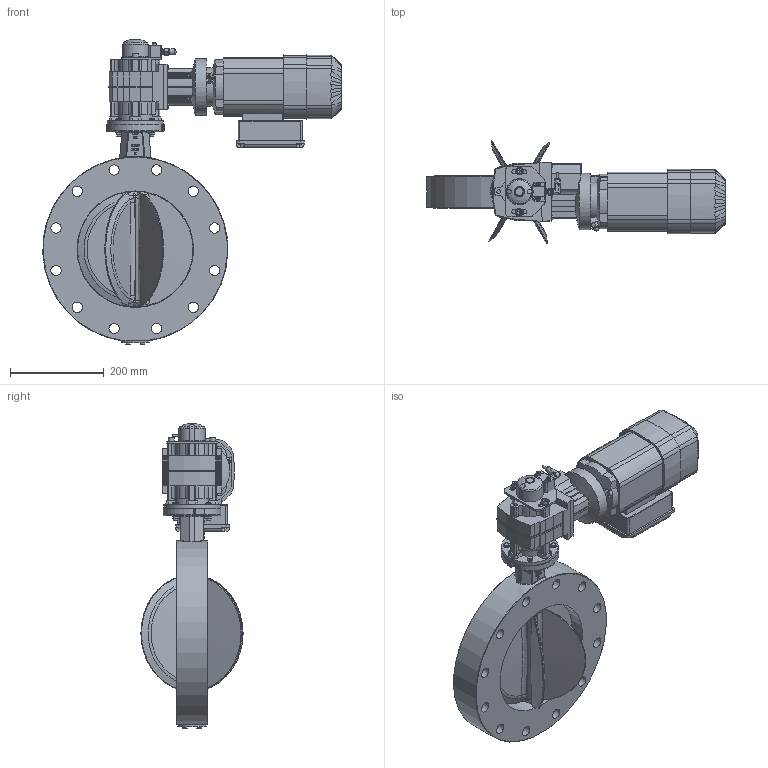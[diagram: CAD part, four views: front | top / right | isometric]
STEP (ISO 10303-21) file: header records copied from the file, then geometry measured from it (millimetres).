
FILE_DESCRIPTION((''),'2;1');
FILE_NAME('FS-M- DN250.stp','2012-12-11T09:12:00',('kreuh'),(''),'Autodesk Inventor 2011','Autodesk Inventor 2011','');
FILE_SCHEMA(('AUTOMOTIVE_DESIGN { 1 0 10303 214 1 1 1 1 }'));
Length unit declared in the file: millimetre
Products named in the file (1): Bauteil1
Bounding box: 636.27 x 217.98 x 650.1 mm (x, y, z)
Volume: 13693951.5 mm3; surface area: 1092891 mm2
Topology: 31 solids, 63 shells, 2228 faces, 5544 edges, 3543 vertices
Faces by surface type: plane 1040, cylinder 597, bspline 263, cone 220, torus 96, sphere 12
Full cylindrical faces by diameter (mm): 2 x6, 2.5 x2, 3 x8, 4.134 x6, 4.9 x1, 4.917 x13, 5 x2, 5.3 x2, 6 x16, 6.4 x8, 6.5 x12, 6.6 x8, 8 x12, 8.4 x2, 8.5 x2, 8.88 x8, 9.8 x1, 10 x12, 10.917 x1, 11 x1, 12 x11, 12.1 x2, 13 x2, 16 x2, 16.5 x2, 19 x2, 20 x15, 20.5 x4, 22 x13, 22.5 x2
Entity records: 70915 total; most frequent: CARTESIAN_POINT 19428, ORIENTED_EDGE 9870, DIRECTION 9851, EDGE_CURVE 4935, AXIS2_PLACEMENT_3D 3737, VERTEX_POINT 3354, EDGE_LOOP 2919, VECTOR 2377
